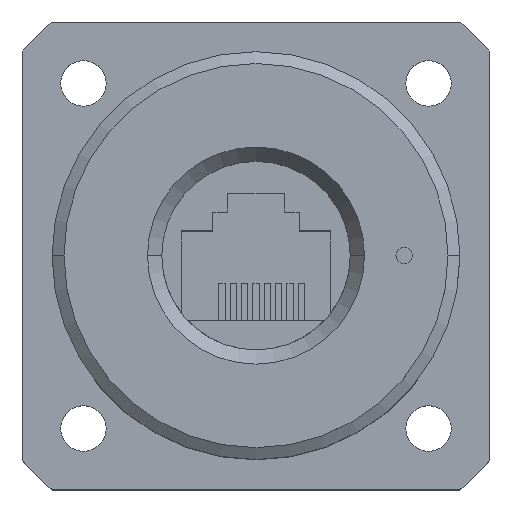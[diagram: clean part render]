
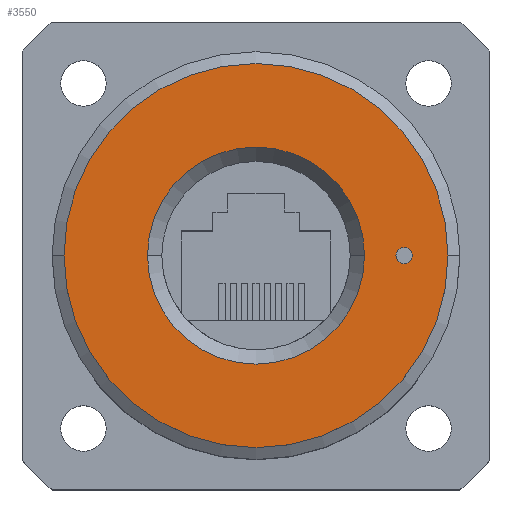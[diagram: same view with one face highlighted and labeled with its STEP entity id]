
A CAD part, top view. The second image highlights one B-rep face of the part: STEP entity #3550.
In plain terms, the highlighted planar face has unit normal (0, 0, 1).
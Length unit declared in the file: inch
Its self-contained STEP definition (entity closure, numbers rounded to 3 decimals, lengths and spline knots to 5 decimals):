
#212 = FACE_BOUND ( 'NONE', #3260, .T. ) ;
#631 = DIRECTION ( 'NONE',  ( 1., 0., 0. ) ) ;
#784 = VERTEX_POINT ( 'NONE', #1375 ) ;
#974 = AXIS2_PLACEMENT_3D ( 'NONE', #4488, #3715, #2950 ) ;
#1089 = CIRCLE ( 'NONE', #9550, 0.591 ) ;
#1200 = AXIS2_PLACEMENT_3D ( 'NONE', #2374, #7729, #3185 ) ;
#1375 = CARTESIAN_POINT ( 'NONE',  ( 0.43068, 0., 0. ) ) ;
#1419 = AXIS2_PLACEMENT_3D ( 'NONE', #5261, #4502, #9073 ) ;
#1726 = CARTESIAN_POINT ( 'NONE',  ( -0.334, 0., 0. ) ) ;
#1906 = EDGE_LOOP ( 'NONE', ( #4576, #7419 ) ) ;
#2374 = CARTESIAN_POINT ( 'NONE',  ( 0.45568, 0., 0. ) ) ;
#2425 = DIRECTION ( 'NONE',  ( 0., 0., -1. ) ) ;
#2504 = ORIENTED_EDGE ( 'NONE', *, *, #8592, .T. ) ;
#2855 = EDGE_CURVE ( 'NONE', #7484, #3619, #6827, .T. ) ;
#2950 = DIRECTION ( 'NONE',  ( 1., 0., 0. ) ) ;
#3005 = DIRECTION ( 'NONE',  ( 1., 0., 0. ) ) ;
#3185 = DIRECTION ( 'NONE',  ( 1., 0., 0. ) ) ;
#3195 = CIRCLE ( 'NONE', #1200, 0.025 ) ;
#3241 = ORIENTED_EDGE ( 'NONE', *, *, #2855, .T. ) ;
#3260 = EDGE_LOOP ( 'NONE', ( #7155, #2504 ) ) ;
#3271 = CIRCLE ( 'NONE', #3669, 0.334 ) ;
#3498 = EDGE_LOOP ( 'NONE', ( #7793, #3241 ) ) ;
#3550 = ADVANCED_FACE ( 'NONE', ( #8172, #212, #9979 ), #5337, .T. ) ;
#3619 = VERTEX_POINT ( 'NONE', #7821 ) ;
#3669 = AXIS2_PLACEMENT_3D ( 'NONE', #9855, #5258, #631 ) ;
#3715 = DIRECTION ( 'NONE',  ( 0., 0., 1. ) ) ;
#3772 = DIRECTION ( 'NONE',  ( 0., 0., 1. ) ) ;
#3792 = CIRCLE ( 'NONE', #5600, 0.334 ) ;
#3866 = EDGE_CURVE ( 'NONE', #3619, #7484, #1089, .T. ) ;
#4366 = CARTESIAN_POINT ( 'NONE',  ( -0.591, 0., 0. ) ) ;
#4414 = CARTESIAN_POINT ( 'NONE',  ( 0.45568, 0., 0. ) ) ;
#4488 = CARTESIAN_POINT ( 'NONE',  ( 0., 0., 0. ) ) ;
#4502 = DIRECTION ( 'NONE',  ( 0., 0., 1. ) ) ;
#4540 = CARTESIAN_POINT ( 'NONE',  ( 0., 0., 0. ) ) ;
#4576 = ORIENTED_EDGE ( 'NONE', *, *, #6626, .F. ) ;
#5185 = DIRECTION ( 'NONE',  ( 1., 0., 0. ) ) ;
#5258 = DIRECTION ( 'NONE',  ( 0., 0., -1. ) ) ;
#5261 = CARTESIAN_POINT ( 'NONE',  ( 0., 0., 0. ) ) ;
#5337 = PLANE ( 'NONE',  #1419 ) ;
#5583 = CARTESIAN_POINT ( 'NONE',  ( 0.334, 0., 0. ) ) ;
#5600 = AXIS2_PLACEMENT_3D ( 'NONE', #7003, #2425, #7765 ) ;
#6304 = CARTESIAN_POINT ( 'NONE',  ( 0.48068, 0., 0. ) ) ;
#6626 = EDGE_CURVE ( 'NONE', #9313, #784, #3195, .T. ) ;
#6827 = CIRCLE ( 'NONE', #974, 0.591 ) ;
#7003 = CARTESIAN_POINT ( 'NONE',  ( 0., 0., 0. ) ) ;
#7155 = ORIENTED_EDGE ( 'NONE', *, *, #9453, .T. ) ;
#7419 = ORIENTED_EDGE ( 'NONE', *, *, #8380, .F. ) ;
#7484 = VERTEX_POINT ( 'NONE', #4366 ) ;
#7485 = CIRCLE ( 'NONE', #10001, 0.025 ) ;
#7729 = DIRECTION ( 'NONE',  ( 0., 0., 1. ) ) ;
#7765 = DIRECTION ( 'NONE',  ( 1., 0., 0. ) ) ;
#7793 = ORIENTED_EDGE ( 'NONE', *, *, #3866, .T. ) ;
#7821 = CARTESIAN_POINT ( 'NONE',  ( 0.591, 0., 0. ) ) ;
#8067 = VERTEX_POINT ( 'NONE', #5583 ) ;
#8172 = FACE_BOUND ( 'NONE', #1906, .T. ) ;
#8380 = EDGE_CURVE ( 'NONE', #784, #9313, #7485, .T. ) ;
#8592 = EDGE_CURVE ( 'NONE', #9681, #8067, #3792, .T. ) ;
#9073 = DIRECTION ( 'NONE',  ( 1., 0., 0. ) ) ;
#9313 = VERTEX_POINT ( 'NONE', #6304 ) ;
#9453 = EDGE_CURVE ( 'NONE', #8067, #9681, #3271, .T. ) ;
#9550 = AXIS2_PLACEMENT_3D ( 'NONE', #4540, #3772, #3005 ) ;
#9681 = VERTEX_POINT ( 'NONE', #1726 ) ;
#9766 = DIRECTION ( 'NONE',  ( 0., 0., 1. ) ) ;
#9855 = CARTESIAN_POINT ( 'NONE',  ( 0., 0., 0. ) ) ;
#9979 = FACE_OUTER_BOUND ( 'NONE', #3498, .T. ) ;
#10001 = AXIS2_PLACEMENT_3D ( 'NONE', #4414, #9766, #5185 ) ;
